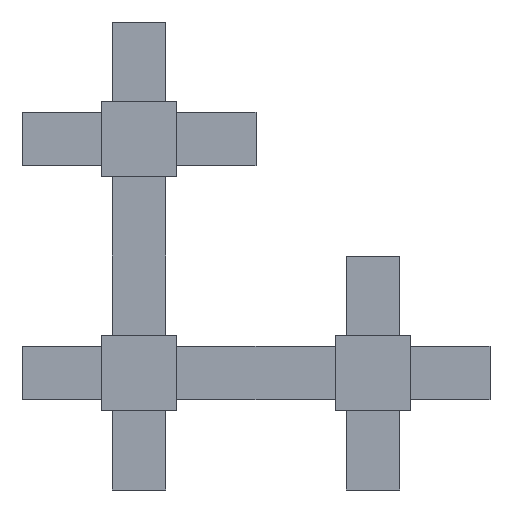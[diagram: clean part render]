
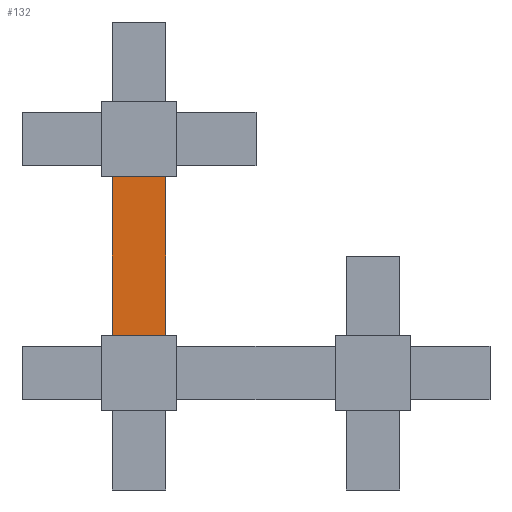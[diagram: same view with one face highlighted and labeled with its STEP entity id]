
A CAD part, front view. The second image highlights one B-rep face of the part: STEP entity #132.
In plain terms, the highlighted planar face has unit normal (0, -1, 0).
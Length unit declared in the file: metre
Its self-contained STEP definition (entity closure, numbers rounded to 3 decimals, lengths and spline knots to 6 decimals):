
#132 = ADVANCED_FACE( '', ( #284 ), #285, .T. );
#284 = FACE_OUTER_BOUND( '', #453, .T. );
#285 = PLANE( '', #454 );
#453 = EDGE_LOOP( '', ( #819, #820, #821, #822 ) );
#454 = AXIS2_PLACEMENT_3D( '', #823, #824, #825 );
#819 = ORIENTED_EDGE( '', *, *, #1217, .F. );
#820 = ORIENTED_EDGE( '', *, *, #1172, .F. );
#821 = ORIENTED_EDGE( '', *, *, #1218, .T. );
#822 = ORIENTED_EDGE( '', *, *, #1219, .T. );
#823 = CARTESIAN_POINT( '', ( -0.000026, -0.000763, 0.002814 ) );
#824 = DIRECTION( '', ( 0., -1., 0. ) );
#825 = DIRECTION( '', ( 1., 0., 0. ) );
#1172 = EDGE_CURVE( '', #1456, #1452, #1458, .T. );
#1217 = EDGE_CURVE( '', #1452, #1523, #1524, .T. );
#1218 = EDGE_CURVE( '', #1456, #1525, #1526, .T. );
#1219 = EDGE_CURVE( '', #1525, #1523, #1527, .T. );
#1452 = VERTEX_POINT( '', #1851 );
#1456 = VERTEX_POINT( '', #1857 );
#1458 = LINE( '', #1860, #1861 );
#1523 = VERTEX_POINT( '', #1964 );
#1524 = LINE( '', #1965, #1966 );
#1525 = VERTEX_POINT( '', #1967 );
#1526 = LINE( '', #1968, #1969 );
#1527 = LINE( '', #1970, #1971 );
#1851 = CARTESIAN_POINT( '', ( 0.000381, -0.000763, 0.000539 ) );
#1857 = CARTESIAN_POINT( '', ( 0.000381, -0.000763, 0.002814 ) );
#1860 = CARTESIAN_POINT( '', ( 0.000381, -0.000763, 0.002814 ) );
#1861 = VECTOR( '', #2144, 1. );
#1964 = CARTESIAN_POINT( '', ( -0.000381, -0.000763, 0.000539 ) );
#1965 = CARTESIAN_POINT( '', ( -0.000026, -0.000763, 0.000539 ) );
#1966 = VECTOR( '', #2183, 1. );
#1967 = CARTESIAN_POINT( '', ( -0.000381, -0.000763, 0.002814 ) );
#1968 = CARTESIAN_POINT( '', ( -0.000026, -0.000763, 0.002814 ) );
#1969 = VECTOR( '', #2184, 1. );
#1970 = CARTESIAN_POINT( '', ( -0.000381, -0.000763, 0.002814 ) );
#1971 = VECTOR( '', #2185, 1. );
#2144 = DIRECTION( '', ( 0., 0., -1. ) );
#2183 = DIRECTION( '', ( -1., 0., 0. ) );
#2184 = DIRECTION( '', ( -1., 0., 0. ) );
#2185 = DIRECTION( '', ( 0., 0., -1. ) );
